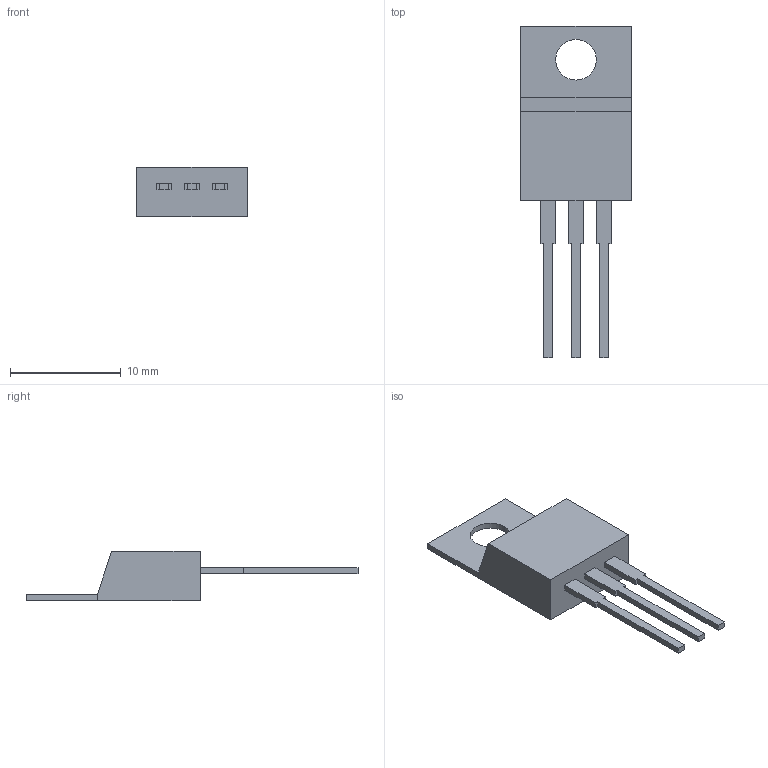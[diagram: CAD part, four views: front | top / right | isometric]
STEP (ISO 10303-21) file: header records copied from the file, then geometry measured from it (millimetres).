
FILE_DESCRIPTION (( 'STEP AP214' ), '1' );
FILE_NAME ('MC7812CT.STEP', '2022-03-22T00:00:05', ( '' ), ( '' ), 'SwSTEP 2.0', 'SolidWorks 2017', '' );
FILE_SCHEMA (( 'AUTOMOTIVE_DESIGN' ));
Length unit declared in the file: inch
Products named in the file (1): MC7812CT
Bounding box: 9.97 x 30.02 x 4.45 mm (x, y, z)
Volume: 438.6 mm3; surface area: 690.8 mm2
Topology: 5 solids, 5 shells, 54 faces, 130 edges, 86 vertices
Faces by surface type: plane 52, cylinder 2
Entity records: 1630 total; most frequent: CARTESIAN_POINT 271, ORIENTED_EDGE 260, DIRECTION 244, EDGE_CURVE 130, VECTOR 126, LINE 126, VERTEX_POINT 86, AXIS2_PLACEMENT_3D 59
